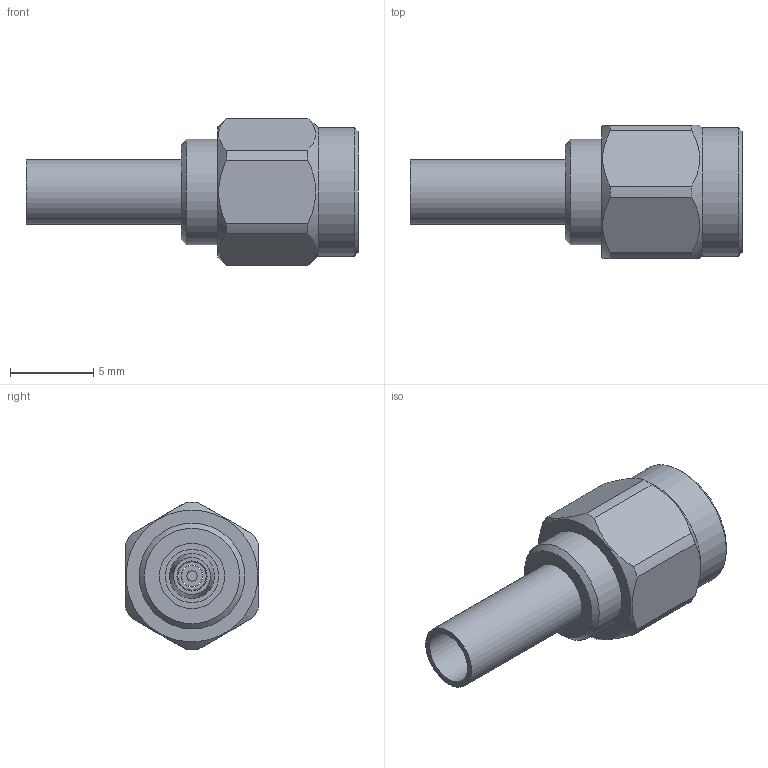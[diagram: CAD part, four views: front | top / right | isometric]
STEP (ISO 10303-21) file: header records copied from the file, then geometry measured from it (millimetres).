
FILE_DESCRIPTION (( 'STEP AP214' ), '1' );
FILE_NAME ('ASM-1102_3D.STEP', '2020-11-25T20:49:09', ( '' ), ( '' ), 'SwSTEP 2.0', 'SolidWorks 2018', '' );
FILE_SCHEMA (( 'AUTOMOTIVE_DESIGN' ));
Length unit declared in the file: inch
Products named in the file (4): ASM-1102-MA2; ASM-1102-MA3; ASM-1102_3D; ASM-1102-MA1
Assembly tree (3 placements, depth 2):
  ASM-1102_3D
    ASM-1102-MA1
    ASM-1102-MA2
    ASM-1102-MA3
Bounding box: 19.9 x 8 x 8.86 mm (x, y, z)
Volume: 437.6 mm3; surface area: 927.7 mm2
Topology: 3 solids, 3 shells, 70 faces, 138 edges, 85 vertices
Faces by surface type: cylinder 25, plane 25, cone 20
Full cylindrical faces by diameter (mm): 0.6 x1, 0.622 x1, 0.635 x1, 0.975 x1, 1.27 x1, 1.3 x1, 1.7 x1, 1.8 x1, 2.649 x2, 2.708 x2, 3.2 x1, 3.9 x1, 4.55 x1, 6.329 x1, 6.5 x2, 7.735 x1
Entity records: 2032 total; most frequent: CARTESIAN_POINT 434, DIRECTION 298, ORIENTED_EDGE 186, AXIS2_PLACEMENT_3D 143, EDGE_LOOP 128, EDGE_CURVE 93, FACE_OUTER_BOUND 89, VERTEX_POINT 81
